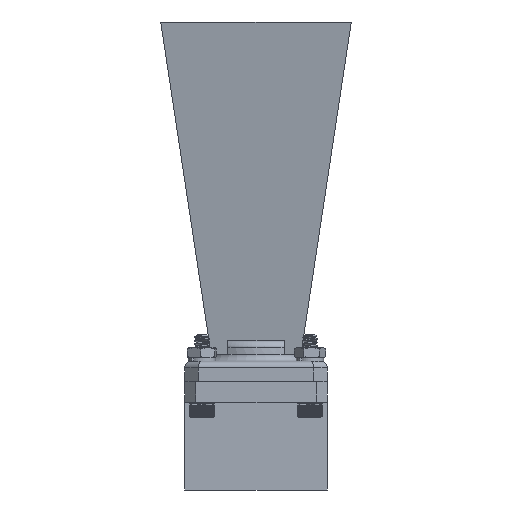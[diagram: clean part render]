
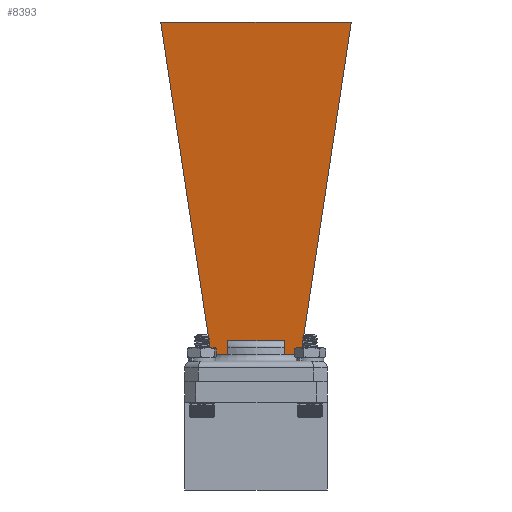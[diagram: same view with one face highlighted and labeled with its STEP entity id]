
A CAD part, front view. The second image highlights one B-rep face of the part: STEP entity #8393.
In plain terms, the highlighted face is planar.
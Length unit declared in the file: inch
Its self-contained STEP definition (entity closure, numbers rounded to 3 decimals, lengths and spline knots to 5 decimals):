
#598 = DIRECTION ( 'NONE',  ( 0., -0.991, -0.133 ) ) ;
#1214 = ORIENTED_EDGE ( 'NONE', *, *, #4991, .F. ) ;
#1530 = VECTOR ( 'NONE', #13318, 39.37008 ) ;
#1684 = CARTESIAN_POINT ( 'NONE',  ( 0.268, 0.25, 0.22596 ) ) ;
#2075 = VECTOR ( 'NONE', #20798, 39.37008 ) ;
#2076 = AXIS2_PLACEMENT_3D ( 'NONE', #17235, #4526, #4446 ) ;
#2160 = CARTESIAN_POINT ( 'NONE',  ( 0.26, 0.25, 0.22596 ) ) ;
#2731 = PLANE ( 'NONE',  #2076 ) ;
#2922 = DIRECTION ( 'NONE',  ( 1., 0., 0. ) ) ;
#2950 = VERTEX_POINT ( 'NONE', #2160 ) ;
#3446 = EDGE_LOOP ( 'NONE', ( #21022, #16025, #15053, #7129, #20309, #1214, #8373, #11522 ) ) ;
#3594 = CARTESIAN_POINT ( 'NONE',  ( 0.26, 0.375, 0.24275 ) ) ;
#4214 = LINE ( 'NONE', #22429, #5051 ) ;
#4446 = DIRECTION ( 'NONE',  ( 0., 0.991, 0.133 ) ) ;
#4526 = DIRECTION ( 'NONE',  ( 0., 0.133, -0.991 ) ) ;
#4991 = EDGE_CURVE ( 'NONE', #21693, #2950, #8046, .T. ) ;
#5051 = VECTOR ( 'NONE', #22343, 39.37008 ) ;
#5088 = VERTEX_POINT ( 'NONE', #12301 ) ;
#5136 = VECTOR ( 'NONE', #598, 39.37008 ) ;
#6627 = CARTESIAN_POINT ( 'NONE',  ( -0.877, 3.31, 0.637 ) ) ;
#7129 = ORIENTED_EDGE ( 'NONE', *, *, #22983, .T. ) ;
#8003 = VERTEX_POINT ( 'NONE', #10830 ) ;
#8046 = LINE ( 'NONE', #1684, #10547 ) ;
#8373 = ORIENTED_EDGE ( 'NONE', *, *, #15532, .F. ) ;
#8393 = ADVANCED_FACE ( 'NONE', ( #18418 ), #2731, .F. ) ;
#10015 = CARTESIAN_POINT ( 'NONE',  ( 0.26, 0.3329, 0.2371 ) ) ;
#10500 = VERTEX_POINT ( 'NONE', #3594 ) ;
#10547 = VECTOR ( 'NONE', #22697, 39.37008 ) ;
#10830 = CARTESIAN_POINT ( 'NONE',  ( 0.877, 3.31, 0.637 ) ) ;
#11239 = VECTOR ( 'NONE', #2922, 39.37008 ) ;
#11522 = ORIENTED_EDGE ( 'NONE', *, *, #20249, .T. ) ;
#11566 = CARTESIAN_POINT ( 'NONE',  ( -0.26, 0.25, 0.22596 ) ) ;
#11678 = LINE ( 'NONE', #13591, #2075 ) ;
#12301 = CARTESIAN_POINT ( 'NONE',  ( -0.41345, 0.25, 0.22596 ) ) ;
#13318 = DIRECTION ( 'NONE',  ( -1., 0., 0. ) ) ;
#13562 = CARTESIAN_POINT ( 'NONE',  ( -0.268, 0.25, 0.22596 ) ) ;
#13591 = CARTESIAN_POINT ( 'NONE',  ( 0.47918, 0.68388, 0.28424 ) ) ;
#13619 = DIRECTION ( 'NONE',  ( -1., 0., 0. ) ) ;
#13934 = VERTEX_POINT ( 'NONE', #6627 ) ;
#14678 = VERTEX_POINT ( 'NONE', #11566 ) ;
#14894 = VECTOR ( 'NONE', #17277, 39.37008 ) ;
#15053 = ORIENTED_EDGE ( 'NONE', *, *, #18287, .F. ) ;
#15367 = CARTESIAN_POINT ( 'NONE',  ( -0.94175, 0.375, 0.24275 ) ) ;
#15532 = EDGE_CURVE ( 'NONE', #8003, #21693, #11678, .T. ) ;
#15566 = LINE ( 'NONE', #22247, #5136 ) ;
#16025 = ORIENTED_EDGE ( 'NONE', *, *, #16091, .F. ) ;
#16091 = EDGE_CURVE ( 'NONE', #14678, #5088, #17362, .T. ) ;
#16342 = LINE ( 'NONE', #22850, #23398 ) ;
#17235 = CARTESIAN_POINT ( 'NONE',  ( 3.81838, 0.187, 0.2175 ) ) ;
#17277 = DIRECTION ( 'NONE',  ( 0., 0.991, 0.133 ) ) ;
#17362 = LINE ( 'NONE', #13562, #1530 ) ;
#18287 = EDGE_CURVE ( 'NONE', #22959, #14678, #15566, .T. ) ;
#18418 = FACE_OUTER_BOUND ( 'NONE', #3446, .T. ) ;
#19187 = CARTESIAN_POINT ( 'NONE',  ( -0.26, 0.375, 0.24275 ) ) ;
#19437 = LINE ( 'NONE', #10015, #14894 ) ;
#20010 = CARTESIAN_POINT ( 'NONE',  ( 0.41345, 0.25, 0.22596 ) ) ;
#20249 = EDGE_CURVE ( 'NONE', #8003, #13934, #16342, .T. ) ;
#20309 = ORIENTED_EDGE ( 'NONE', *, *, #22988, .F. ) ;
#20798 = DIRECTION ( 'NONE',  ( -0.148, -0.98, -0.132 ) ) ;
#21022 = ORIENTED_EDGE ( 'NONE', *, *, #21304, .T. ) ;
#21149 = LINE ( 'NONE', #15367, #11239 ) ;
#21304 = EDGE_CURVE ( 'NONE', #13934, #5088, #4214, .T. ) ;
#21693 = VERTEX_POINT ( 'NONE', #20010 ) ;
#22247 = CARTESIAN_POINT ( 'NONE',  ( -0.26, 0.3329, 0.2371 ) ) ;
#22343 = DIRECTION ( 'NONE',  ( 0.148, -0.98, -0.132 ) ) ;
#22429 = CARTESIAN_POINT ( 'NONE',  ( -0.47918, 0.68388, 0.28424 ) ) ;
#22697 = DIRECTION ( 'NONE',  ( -1., 0., 0. ) ) ;
#22850 = CARTESIAN_POINT ( 'NONE',  ( 3.81838, 3.31, 0.637 ) ) ;
#22959 = VERTEX_POINT ( 'NONE', #19187 ) ;
#22983 = EDGE_CURVE ( 'NONE', #22959, #10500, #21149, .T. ) ;
#22988 = EDGE_CURVE ( 'NONE', #2950, #10500, #19437, .T. ) ;
#23398 = VECTOR ( 'NONE', #13619, 39.37008 ) ;
